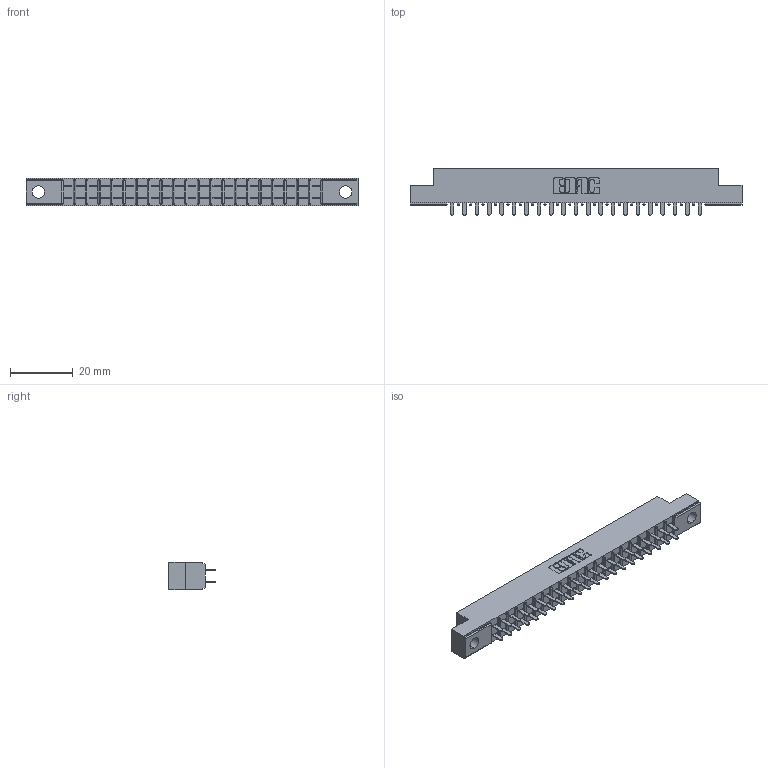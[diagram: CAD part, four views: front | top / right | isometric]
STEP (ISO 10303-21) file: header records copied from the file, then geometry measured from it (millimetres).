
FILE_DESCRIPTION (( 'STEP AP203' ), '1' );
FILE_NAME ('315-042-521-204.STEP', '2019-09-10T17:33:43', ( '' ), ( '' ), 'SwSTEP 2.0', 'SolidWorks 2016', '' );
FILE_SCHEMA (( 'CONFIG_CONTROL_DESIGN' ));
Length unit declared in the file: inch
Products named in the file (3): 315-042-521-204; 305-290-001_521; 305 Part_.156 Dia
Assembly tree (43 placements, depth 2):
  315-042-521-204
    305 Part_.156 Dia
    305-290-001_521  x42
Bounding box: 106.22 x 14.86 x 8.71 mm (x, y, z)
Volume: 6522.6 mm3; surface area: 11971.2 mm2
Topology: 43 solids, 43 shells, 2062 faces, 5875 edges, 3802 vertices
Faces by surface type: plane 1216, cylinder 762, sphere 84
Entity records: 25592 total; most frequent: CARTESIAN_POINT 4239, ORIENTED_EDGE 4202, DIRECTION 4109, EDGE_CURVE 2101, LINE 1685, VECTOR 1685, VERTEX_POINT 1342, AXIS2_PLACEMENT_3D 1212
